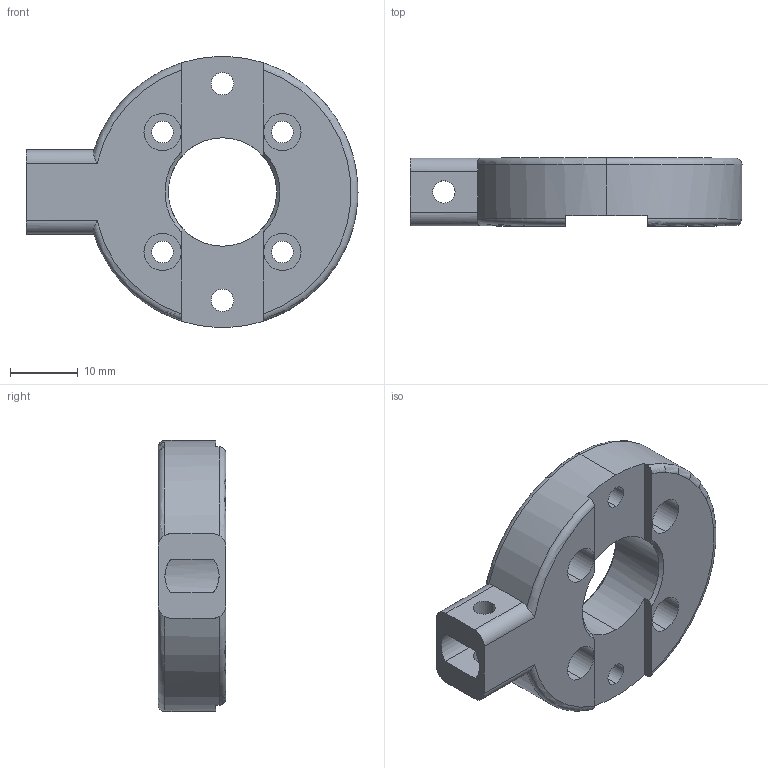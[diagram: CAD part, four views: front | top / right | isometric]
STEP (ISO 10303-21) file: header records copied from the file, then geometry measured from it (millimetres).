
FILE_DESCRIPTION (( 'STEP AP203' ), '1' );
FILE_NAME ('link1_lower_joint.STEP', '2020-08-24T08:44:03', ( '' ), ( '' ), 'SwSTEP 2.0', 'SolidWorks 2019', '' );
FILE_SCHEMA (( 'CONFIG_CONTROL_DESIGN' ));
Length unit declared in the file: millimetre
Products named in the file (1): link1_lower_joint
Bounding box: 49 x 10 x 40 mm (x, y, z)
Volume: 9614.3 mm3; surface area: 5220.4 mm2
Topology: 1 solids, 1 shells, 63 faces, 170 edges, 112 vertices
Faces by surface type: cylinder 35, plane 18, torus 6, cone 4
Entity records: 2231 total; most frequent: CARTESIAN_POINT 480, DIRECTION 364, ORIENTED_EDGE 340, EDGE_CURVE 170, AXIS2_PLACEMENT_3D 148, VERTEX_POINT 112, EDGE_LOOP 86, CIRCLE 84
